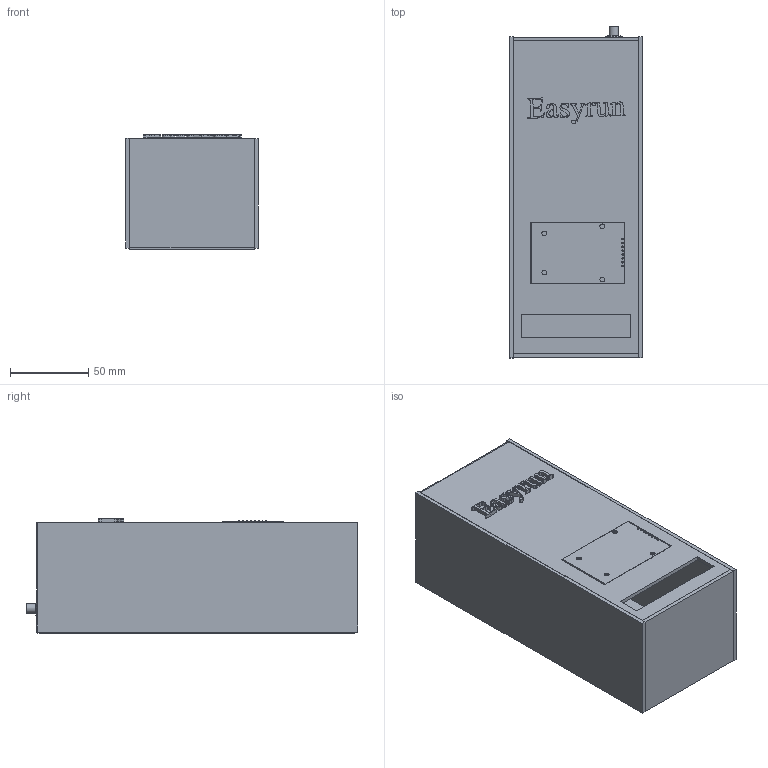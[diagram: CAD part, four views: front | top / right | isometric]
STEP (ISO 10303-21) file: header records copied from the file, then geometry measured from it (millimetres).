
FILE_DESCRIPTION(/* description */ (''),/* implementation_level */ '2;1');
FILE_NAME(/* name */ 'Modelo 3D Caja Sistema Bloqueo.step',/* time_stamp */ '2022-07-05T07:58:26-05:00',/* author */ (''),/* organization */ (''),/* preprocessor_version */ 'ST-DEVELOPER v19',/* originating_system */ 'Autodesk Translation Framework v11.7.0.108',/* authorisation */ '');
FILE_SCHEMA (('AUTOMOTIVE_DESIGN { 1 0 10303 214 3 1 1 }'));
Length unit declared in the file: millimetre
Products named in the file (3): Seguro; RFID-RC522 simple; SW_SPST_LED
Assembly tree (2 placements, depth 2):
  Seguro
    RFID-RC522 simple
    SW_SPST_LED
Bounding box: 84.74 x 212.02 x 73.42 mm (x, y, z)
Volume: 174139.4 mm3; surface area: 151354.9 mm2
Topology: 13 solids, 13 shells, 731 faces, 1913 edges, 1274 vertices
Faces by surface type: plane 456, bspline 220, cylinder 50, torus 4, cone 1
Full cylindrical faces by diameter (mm): 0.799 x1, 0.9 x8, 3 x4, 4 x1, 4.5 x1, 6 x1, 9 x1, 10 x1, 11 x1, 13 x1
Entity records: 27250 total; most frequent: CARTESIAN_POINT 10295, ORIENTED_EDGE 3826, DIRECTION 2615, EDGE_CURVE 1913, LINE 1363, VECTOR 1363, VERTEX_POINT 1274, EDGE_LOOP 821
